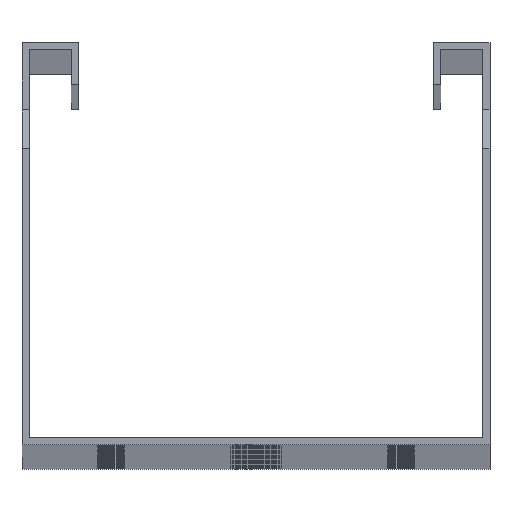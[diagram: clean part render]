
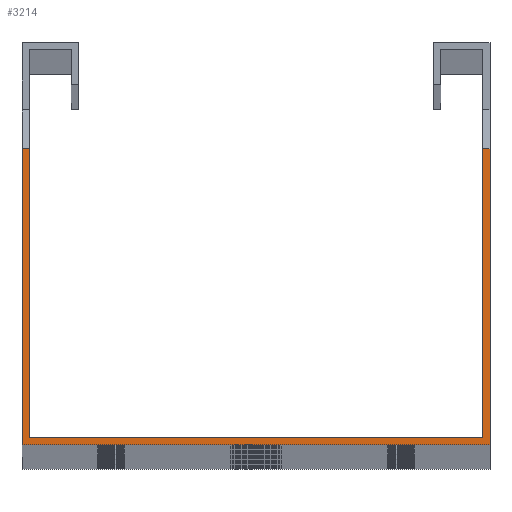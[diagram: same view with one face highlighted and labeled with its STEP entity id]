
A CAD part, top view. The second image highlights one B-rep face of the part: STEP entity #3214.
In plain terms, the highlighted planar face has unit normal (0, 0, 1).
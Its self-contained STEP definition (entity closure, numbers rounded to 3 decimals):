
#191 = CARTESIAN_POINT ( 'NONE',  ( -50., 63.258, 3050. ) ) ;
#369 = EDGE_LOOP ( 'NONE', ( #6600, #4604, #5985, #3878, #8143, #4976, #4289, #7373 ) ) ;
#382 = VERTEX_POINT ( 'NONE', #6105 ) ;
#720 = VECTOR ( 'NONE', #9072, 1000. ) ;
#806 = VECTOR ( 'NONE', #10854, 1000. ) ;
#1262 = VECTOR ( 'NONE', #10479, 1000. ) ;
#1282 = CARTESIAN_POINT ( 'NONE',  ( -50., 63.258, 3050. ) ) ;
#1415 = CARTESIAN_POINT ( 'NONE',  ( -48.5, 1.5, 3050. ) ) ;
#1646 = AXIS2_PLACEMENT_3D ( 'NONE', #10289, #5262, #2723 ) ;
#1656 = DIRECTION ( 'NONE',  ( 0., -1., 0. ) ) ;
#1756 = VERTEX_POINT ( 'NONE', #8183 ) ;
#1783 = EDGE_CURVE ( 'NONE', #9357, #1756, #4661, .T. ) ;
#1930 = DIRECTION ( 'NONE',  ( 1., 0., 0. ) ) ;
#2305 = CARTESIAN_POINT ( 'NONE',  ( 50., 2.5, 3050. ) ) ;
#2455 = CARTESIAN_POINT ( 'NONE',  ( -48.5, 2.5, 3050. ) ) ;
#2530 = CARTESIAN_POINT ( 'NONE',  ( -50., 80., 3050. ) ) ;
#2723 = DIRECTION ( 'NONE',  ( -1., 0., 0. ) ) ;
#3214 = ADVANCED_FACE ( 'NONE', ( #4472 ), #6946, .F. ) ;
#3765 = CARTESIAN_POINT ( 'NONE',  ( 0., 0., 3050. ) ) ;
#3831 = EDGE_CURVE ( 'NONE', #6096, #1756, #9315, .T. ) ;
#3878 = ORIENTED_EDGE ( 'NONE', *, *, #5541, .T. ) ;
#3970 = VERTEX_POINT ( 'NONE', #1415 ) ;
#4289 = ORIENTED_EDGE ( 'NONE', *, *, #7585, .T. ) ;
#4472 = FACE_OUTER_BOUND ( 'NONE', #369, .T. ) ;
#4604 = ORIENTED_EDGE ( 'NONE', *, *, #1783, .F. ) ;
#4661 = LINE ( 'NONE', #1282, #720 ) ;
#4976 = ORIENTED_EDGE ( 'NONE', *, *, #6686, .F. ) ;
#5262 = DIRECTION ( 'NONE',  ( 0., 0., -1. ) ) ;
#5399 = LINE ( 'NONE', #3765, #1262 ) ;
#5541 = EDGE_CURVE ( 'NONE', #6938, #3970, #7219, .T. ) ;
#5849 = CARTESIAN_POINT ( 'NONE',  ( 50., 0., 3050. ) ) ;
#5985 = ORIENTED_EDGE ( 'NONE', *, *, #6568, .T. ) ;
#6096 = VERTEX_POINT ( 'NONE', #5849 ) ;
#6105 = CARTESIAN_POINT ( 'NONE',  ( -48.5, 63.258, 3050. ) ) ;
#6568 = EDGE_CURVE ( 'NONE', #9357, #6938, #9336, .T. ) ;
#6600 = ORIENTED_EDGE ( 'NONE', *, *, #3831, .T. ) ;
#6686 = EDGE_CURVE ( 'NONE', #7635, #382, #7940, .T. ) ;
#6938 = VERTEX_POINT ( 'NONE', #10055 ) ;
#6946 = PLANE ( 'NONE',  #1646 ) ;
#7097 = VERTEX_POINT ( 'NONE', #11043 ) ;
#7219 = LINE ( 'NONE', #8886, #7844 ) ;
#7373 = ORIENTED_EDGE ( 'NONE', *, *, #7697, .T. ) ;
#7467 = LINE ( 'NONE', #2455, #806 ) ;
#7585 = EDGE_CURVE ( 'NONE', #7635, #7097, #10370, .T. ) ;
#7614 = CARTESIAN_POINT ( 'NONE',  ( 48.5, 80., 3050. ) ) ;
#7635 = VERTEX_POINT ( 'NONE', #9534 ) ;
#7697 = EDGE_CURVE ( 'NONE', #7097, #6096, #5399, .T. ) ;
#7844 = VECTOR ( 'NONE', #7938, 1000. ) ;
#7938 = DIRECTION ( 'NONE',  ( -1., 0., 0. ) ) ;
#7940 = LINE ( 'NONE', #191, #8759 ) ;
#8143 = ORIENTED_EDGE ( 'NONE', *, *, #10159, .T. ) ;
#8183 = CARTESIAN_POINT ( 'NONE',  ( 50., 63.258, 3050. ) ) ;
#8574 = DIRECTION ( 'NONE',  ( 0., -1., 0. ) ) ;
#8593 = VECTOR ( 'NONE', #8574, 1000. ) ;
#8759 = VECTOR ( 'NONE', #1930, 1000. ) ;
#8886 = CARTESIAN_POINT ( 'NONE',  ( 0., 1.5, 3050. ) ) ;
#9072 = DIRECTION ( 'NONE',  ( 1., 0., 0. ) ) ;
#9073 = CARTESIAN_POINT ( 'NONE',  ( 48.5, 63.258, 3050. ) ) ;
#9315 = LINE ( 'NONE', #2305, #10085 ) ;
#9336 = LINE ( 'NONE', #7614, #10722 ) ;
#9357 = VERTEX_POINT ( 'NONE', #9073 ) ;
#9534 = CARTESIAN_POINT ( 'NONE',  ( -50., 63.258, 3050. ) ) ;
#10055 = CARTESIAN_POINT ( 'NONE',  ( 48.5, 1.5, 3050. ) ) ;
#10085 = VECTOR ( 'NONE', #10770, 1000. ) ;
#10159 = EDGE_CURVE ( 'NONE', #3970, #382, #7467, .T. ) ;
#10289 = CARTESIAN_POINT ( 'NONE',  ( -47.5, 2.5, 3050. ) ) ;
#10370 = LINE ( 'NONE', #2530, #8593 ) ;
#10479 = DIRECTION ( 'NONE',  ( 1., 0., 0. ) ) ;
#10722 = VECTOR ( 'NONE', #1656, 1000. ) ;
#10770 = DIRECTION ( 'NONE',  ( 0., 1., 0. ) ) ;
#10854 = DIRECTION ( 'NONE',  ( 0., 1., 0. ) ) ;
#11043 = CARTESIAN_POINT ( 'NONE',  ( -50., 0., 3050. ) ) ;
